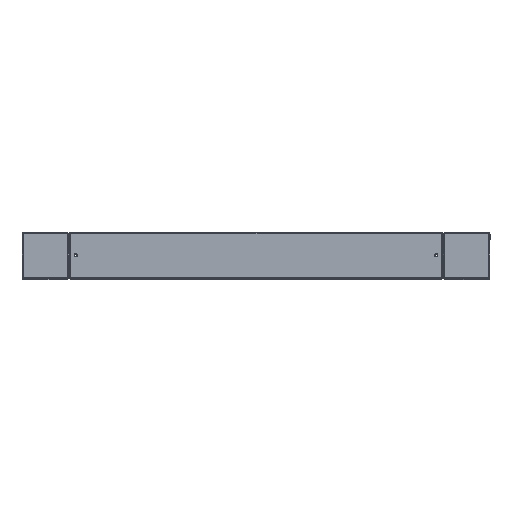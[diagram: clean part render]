
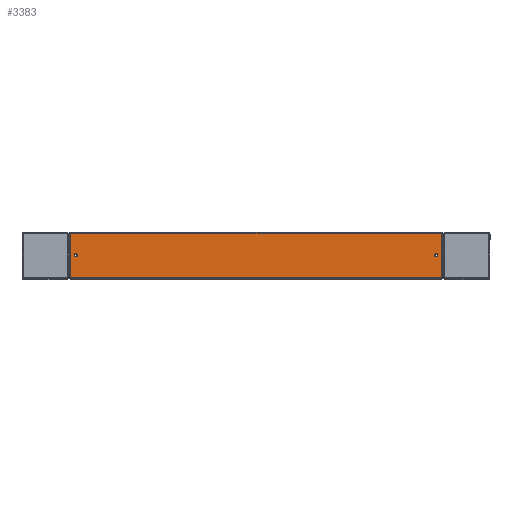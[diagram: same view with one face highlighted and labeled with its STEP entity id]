
A CAD part, top view. The second image highlights one B-rep face of the part: STEP entity #3383.
In plain terms, the highlighted planar face has unit normal (0, 0, 1).
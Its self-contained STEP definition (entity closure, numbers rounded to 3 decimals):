
#2 = CARTESIAN_POINT ( 'NONE',  ( 795.1, 2.4, 0. ) ) ;
#117 = CARTESIAN_POINT ( 'NONE',  ( 780.5, 49.5, 0. ) ) ;
#198 = DIRECTION ( 'NONE',  ( -1., 0., 0. ) ) ;
#246 = DIRECTION ( 'NONE',  ( 0., 0., -1. ) ) ;
#330 = ORIENTED_EDGE ( 'NONE', *, *, #2714, .T. ) ;
#366 = DIRECTION ( 'NONE',  ( -1., 0., 0. ) ) ;
#383 = CARTESIAN_POINT ( 'NONE',  ( 795.1, 1.401, 0. ) ) ;
#471 = CARTESIAN_POINT ( 'NONE',  ( 10., 49.5, 0. ) ) ;
#528 = VERTEX_POINT ( 'NONE', #8232 ) ;
#646 = AXIS2_PLACEMENT_3D ( 'NONE', #7451, #5384, #366 ) ;
#693 = DIRECTION ( 'NONE',  ( -1., 0., 0. ) ) ;
#797 = DIRECTION ( 'NONE',  ( -1., 0., 0. ) ) ;
#826 = EDGE_CURVE ( 'NONE', #4503, #7711, #3618, .T. ) ;
#996 = EDGE_CURVE ( 'NONE', #1583, #528, #6488, .T. ) ;
#1061 = CARTESIAN_POINT ( 'NONE',  ( 2.4, 97.599, 0. ) ) ;
#1429 = CARTESIAN_POINT ( 'NONE',  ( 795.1, 96.6, 0. ) ) ;
#1462 = VECTOR ( 'NONE', #3544, 1000. ) ;
#1510 = ORIENTED_EDGE ( 'NONE', *, *, #6855, .T. ) ;
#1583 = VERTEX_POINT ( 'NONE', #471 ) ;
#2003 = FACE_OUTER_BOUND ( 'NONE', #7019, .T. ) ;
#2042 = ORIENTED_EDGE ( 'NONE', *, *, #996, .T. ) ;
#2174 = CARTESIAN_POINT ( 'NONE',  ( 1.401, 2.4, 0. ) ) ;
#2175 = AXIS2_PLACEMENT_3D ( 'NONE', #4092, #5282, #198 ) ;
#2588 = FACE_BOUND ( 'NONE', #6694, .T. ) ;
#2589 = ORIENTED_EDGE ( 'NONE', *, *, #826, .T. ) ;
#2714 = EDGE_CURVE ( 'NONE', #3805, #6172, #5164, .T. ) ;
#2768 = EDGE_LOOP ( 'NONE', ( #2042, #1510 ) ) ;
#2888 = CARTESIAN_POINT ( 'NONE',  ( 13.5, 49.5, 0. ) ) ;
#2992 = AXIS2_PLACEMENT_3D ( 'NONE', #6393, #5757, #693 ) ;
#3047 = EDGE_CURVE ( 'NONE', #4012, #8032, #4837, .T. ) ;
#3328 = CARTESIAN_POINT ( 'NONE',  ( 787.5, 49.5, 0. ) ) ;
#3383 = ADVANCED_FACE ( 'NONE', ( #6016, #2588, #2003 ), #3843, .F. ) ;
#3544 = DIRECTION ( 'NONE',  ( 0., -1., 0. ) ) ;
#3583 = LINE ( 'NONE', #1061, #1462 ) ;
#3599 = CIRCLE ( 'NONE', #6039, 3.5 ) ;
#3618 = LINE ( 'NONE', #6125, #4176 ) ;
#3805 = VERTEX_POINT ( 'NONE', #117 ) ;
#3843 = PLANE ( 'NONE',  #2992 ) ;
#4012 = VERTEX_POINT ( 'NONE', #6921 ) ;
#4046 = AXIS2_PLACEMENT_3D ( 'NONE', #2888, #246, #4699 ) ;
#4092 = CARTESIAN_POINT ( 'NONE',  ( 784., 49.5, 0. ) ) ;
#4176 = VECTOR ( 'NONE', #5443, 1000. ) ;
#4311 = ORIENTED_EDGE ( 'NONE', *, *, #7047, .T. ) ;
#4344 = EDGE_CURVE ( 'NONE', #8032, #4503, #6753, .T. ) ;
#4503 = VERTEX_POINT ( 'NONE', #1429 ) ;
#4699 = DIRECTION ( 'NONE',  ( -1., 0., 0. ) ) ;
#4820 = CIRCLE ( 'NONE', #646, 3.5 ) ;
#4837 = LINE ( 'NONE', #2174, #8114 ) ;
#5164 = CIRCLE ( 'NONE', #2175, 3.5 ) ;
#5257 = CARTESIAN_POINT ( 'NONE',  ( 13.5, 49.5, 0. ) ) ;
#5282 = DIRECTION ( 'NONE',  ( 0., 0., -1. ) ) ;
#5348 = DIRECTION ( 'NONE',  ( 1., 0., 0. ) ) ;
#5384 = DIRECTION ( 'NONE',  ( 0., 0., -1. ) ) ;
#5391 = ORIENTED_EDGE ( 'NONE', *, *, #7559, .T. ) ;
#5443 = DIRECTION ( 'NONE',  ( -1., 0., 0. ) ) ;
#5613 = CARTESIAN_POINT ( 'NONE',  ( 2.4, 96.6, 0. ) ) ;
#5734 = ORIENTED_EDGE ( 'NONE', *, *, #4344, .T. ) ;
#5757 = DIRECTION ( 'NONE',  ( 0., 0., -1. ) ) ;
#6016 = FACE_BOUND ( 'NONE', #2768, .T. ) ;
#6039 = AXIS2_PLACEMENT_3D ( 'NONE', #5257, #7116, #797 ) ;
#6125 = CARTESIAN_POINT ( 'NONE',  ( 796.099, 96.6, 0. ) ) ;
#6172 = VERTEX_POINT ( 'NONE', #3328 ) ;
#6247 = DIRECTION ( 'NONE',  ( 0., 1., 0. ) ) ;
#6393 = CARTESIAN_POINT ( 'NONE',  ( 0., 0., 0. ) ) ;
#6488 = CIRCLE ( 'NONE', #4046, 3.5 ) ;
#6694 = EDGE_LOOP ( 'NONE', ( #330, #4311 ) ) ;
#6753 = LINE ( 'NONE', #383, #6932 ) ;
#6855 = EDGE_CURVE ( 'NONE', #528, #1583, #3599, .T. ) ;
#6921 = CARTESIAN_POINT ( 'NONE',  ( 2.4, 2.4, 0. ) ) ;
#6932 = VECTOR ( 'NONE', #6247, 1000. ) ;
#7019 = EDGE_LOOP ( 'NONE', ( #7385, #5734, #2589, #5391 ) ) ;
#7047 = EDGE_CURVE ( 'NONE', #6172, #3805, #4820, .T. ) ;
#7116 = DIRECTION ( 'NONE',  ( 0., 0., -1. ) ) ;
#7385 = ORIENTED_EDGE ( 'NONE', *, *, #3047, .T. ) ;
#7451 = CARTESIAN_POINT ( 'NONE',  ( 784., 49.5, 0. ) ) ;
#7559 = EDGE_CURVE ( 'NONE', #7711, #4012, #3583, .T. ) ;
#7711 = VERTEX_POINT ( 'NONE', #5613 ) ;
#8032 = VERTEX_POINT ( 'NONE', #2 ) ;
#8114 = VECTOR ( 'NONE', #5348, 1000. ) ;
#8232 = CARTESIAN_POINT ( 'NONE',  ( 17., 49.5, 0. ) ) ;
